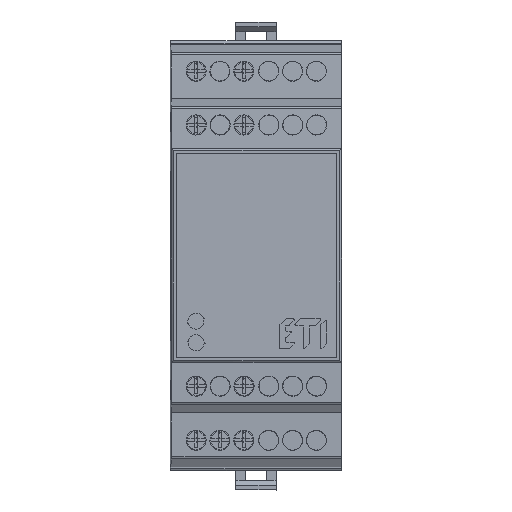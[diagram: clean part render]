
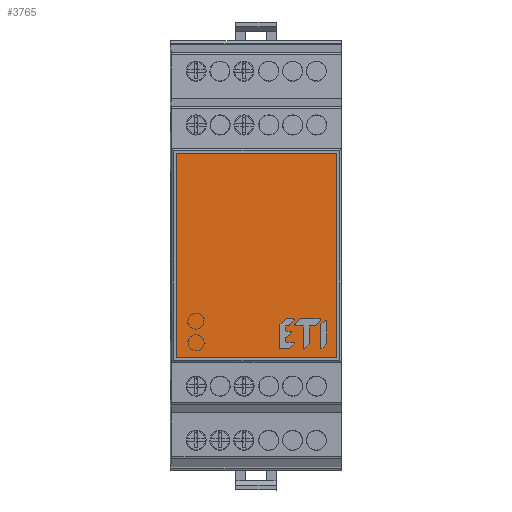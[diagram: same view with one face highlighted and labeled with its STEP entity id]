
A CAD part, top view. The second image highlights one B-rep face of the part: STEP entity #3765.
In plain terms, the highlighted planar face has unit normal (0.002, 0, 1).
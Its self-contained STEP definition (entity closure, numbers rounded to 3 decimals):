
#1834=DIRECTION('',(-1.,0.,0.));
#1835=VECTOR('',#1834,33.6);
#1836=CARTESIAN_POINT('',(-81.257,-54.517,
-90.2));
#1837=LINE('',#1836,#1835);
#1841=DIRECTION('',(0.,1.,0.));
#1842=VECTOR('',#1841,42.8);
#1843=CARTESIAN_POINT('',(-81.257,-97.317,
-90.2));
#1844=LINE('',#1843,#1842);
#1848=DIRECTION('',(1.,0.,0.));
#1849=VECTOR('',#1848,33.6);
#1850=CARTESIAN_POINT('',(-114.857,-97.317,
-90.2));
#1851=LINE('',#1850,#1849);
#1855=DIRECTION('',(0.,-1.,0.));
#1856=VECTOR('',#1855,42.8);
#1857=CARTESIAN_POINT('',(-114.857,-54.517,
-90.2));
#1858=LINE('',#1857,#1856);
#1982=CARTESIAN_POINT('',(-114.857,-97.317,
-90.2));
#1983=VERTEX_POINT('',#1982);
#2008=CARTESIAN_POINT('',(-81.257,-54.517,
-90.2));
#2010=VERTEX_POINT('',#2008);
#2131=CARTESIAN_POINT('',(-114.857,-54.517,
-90.2));
#2132=VERTEX_POINT('',#2131);
#2177=CARTESIAN_POINT('',(-81.257,-97.317,
-90.2));
#2178=VERTEX_POINT('',#2177);
#3752=CARTESIAN_POINT('',(-97.057,-97.317,
-90.2));
#3753=DIRECTION('',(0.,0.,-1.));
#3754=DIRECTION('',(-1.,0.,0.));
#3755=AXIS2_PLACEMENT_3D('',#3752,#3753,#3754);
#3756=PLANE('',#3755);
#3757=ORIENTED_EDGE('',*,*,#3730,.F.);
#3758=ORIENTED_EDGE('',*,*,#3743,.F.);
#3760=ORIENTED_EDGE('',*,*,#3759,.F.);
#3762=ORIENTED_EDGE('',*,*,#3761,.F.);
#3763=EDGE_LOOP('',(#3757,#3758,#3760,#3762));
#3764=FACE_OUTER_BOUND('',#3763,.F.);
#3730=EDGE_CURVE('',#2010,#2132,#1837,.T.);
#3743=EDGE_CURVE('',#2178,#2010,#1844,.T.);
#3759=EDGE_CURVE('',#1983,#2178,#1851,.T.);
#3761=EDGE_CURVE('',#2132,#1983,#1858,.T.);
#3765=ADVANCED_FACE('',(#3764),#3756,.F.);
